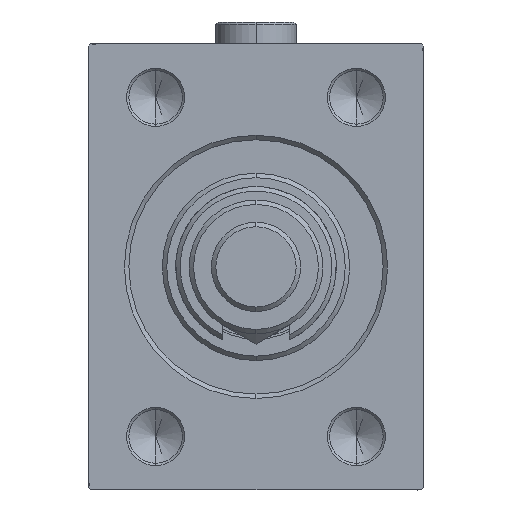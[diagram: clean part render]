
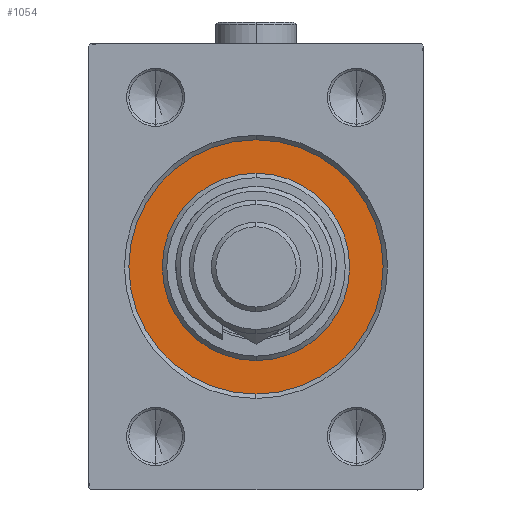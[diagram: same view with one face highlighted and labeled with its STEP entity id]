
A CAD part, left-side view. The second image highlights one B-rep face of the part: STEP entity #1054.
In plain terms, the highlighted face is planar.
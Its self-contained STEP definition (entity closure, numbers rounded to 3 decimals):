
#1054 = ADVANCED_FACE ( 'NONE', ( #47870, #14226 ), #10790, .F. ) ;
#2084 = DIRECTION ( 'NONE',  ( 1., 0., 0. ) ) ;
#2461 = DIRECTION ( 'NONE',  ( -1., 0., 0. ) ) ;
#3077 = CARTESIAN_POINT ( 'NONE',  ( 0., 0., 0. ) ) ;
#3886 = EDGE_LOOP ( 'NONE', ( #47026, #31521 ) ) ;
#4531 = AXIS2_PLACEMENT_3D ( 'NONE', #26841, #15809, #45281 ) ;
#5837 = VERTEX_POINT ( 'NONE', #37963 ) ;
#6145 = CARTESIAN_POINT ( 'NONE',  ( 0., 0., 0. ) ) ;
#6579 = CARTESIAN_POINT ( 'NONE',  ( 0., 0., -21. ) ) ;
#7462 = VERTEX_POINT ( 'NONE', #6579 ) ;
#9293 = AXIS2_PLACEMENT_3D ( 'NONE', #35691, #2084, #17041 ) ;
#10774 = CIRCLE ( 'NONE', #9293, 21. ) ;
#10790 = PLANE ( 'NONE',  #43236 ) ;
#12456 = EDGE_CURVE ( 'NONE', #5837, #48367, #32529, .T. ) ;
#14226 = FACE_OUTER_BOUND ( 'NONE', #26360, .T. ) ;
#15165 = DIRECTION ( 'NONE',  ( 1., 0., 0. ) ) ;
#15809 = DIRECTION ( 'NONE',  ( -1., 0., 0. ) ) ;
#17041 = DIRECTION ( 'NONE',  ( 0., 0., -1. ) ) ;
#19522 = EDGE_CURVE ( 'NONE', #7462, #21823, #10774, .T. ) ;
#19830 = EDGE_CURVE ( 'NONE', #48367, #5837, #25654, .T. ) ;
#20365 = CIRCLE ( 'NONE', #47823, 21. ) ;
#21823 = VERTEX_POINT ( 'NONE', #34006 ) ;
#22427 = ORIENTED_EDGE ( 'NONE', *, *, #12456, .F. ) ;
#24671 = AXIS2_PLACEMENT_3D ( 'NONE', #3077, #43811, #36922 ) ;
#24801 = ORIENTED_EDGE ( 'NONE', *, *, #19830, .F. ) ;
#25654 = CIRCLE ( 'NONE', #4531, 28.5 ) ;
#25898 = EDGE_CURVE ( 'NONE', #21823, #7462, #20365, .T. ) ;
#26360 = EDGE_LOOP ( 'NONE', ( #22427, #24801 ) ) ;
#26841 = CARTESIAN_POINT ( 'NONE',  ( 0., 0., 0. ) ) ;
#30120 = DIRECTION ( 'NONE',  ( 0., 0., -1. ) ) ;
#31521 = ORIENTED_EDGE ( 'NONE', *, *, #19522, .F. ) ;
#32529 = CIRCLE ( 'NONE', #24671, 28.5 ) ;
#33114 = DIRECTION ( 'NONE',  ( 0., 0., 1. ) ) ;
#34006 = CARTESIAN_POINT ( 'NONE',  ( 0., 0., 21. ) ) ;
#35691 = CARTESIAN_POINT ( 'NONE',  ( 0., 0., 0. ) ) ;
#36922 = DIRECTION ( 'NONE',  ( 0., 0., 1. ) ) ;
#37963 = CARTESIAN_POINT ( 'NONE',  ( 0., 0., -28.5 ) ) ;
#43236 = AXIS2_PLACEMENT_3D ( 'NONE', #6145, #2461, #33114 ) ;
#43811 = DIRECTION ( 'NONE',  ( -1., 0., 0. ) ) ;
#45119 = CARTESIAN_POINT ( 'NONE',  ( 0., 0., 0. ) ) ;
#45281 = DIRECTION ( 'NONE',  ( 0., 0., 1. ) ) ;
#45517 = CARTESIAN_POINT ( 'NONE',  ( 0., 0., 28.5 ) ) ;
#47026 = ORIENTED_EDGE ( 'NONE', *, *, #25898, .F. ) ;
#47823 = AXIS2_PLACEMENT_3D ( 'NONE', #45119, #15165, #30120 ) ;
#47870 = FACE_BOUND ( 'NONE', #3886, .T. ) ;
#48367 = VERTEX_POINT ( 'NONE', #45517 ) ;
